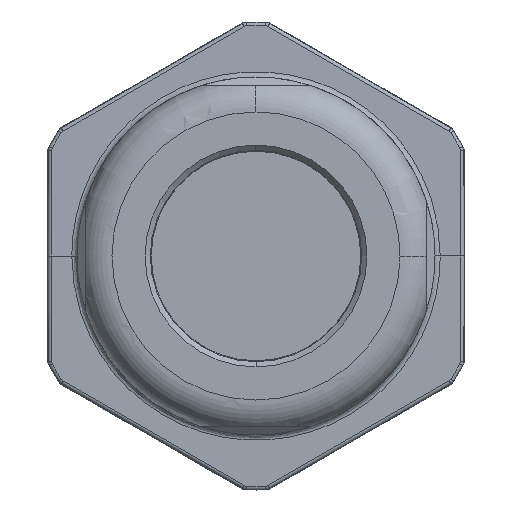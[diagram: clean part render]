
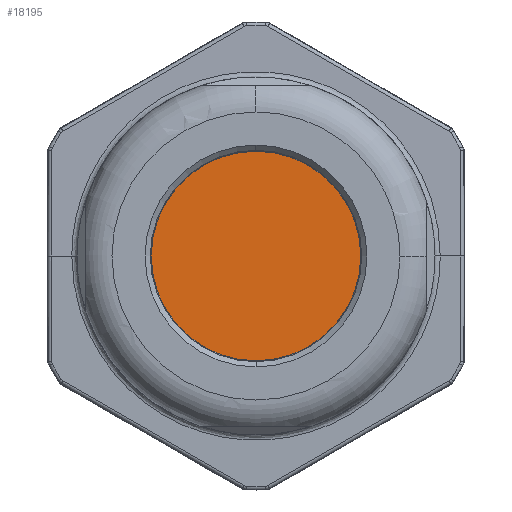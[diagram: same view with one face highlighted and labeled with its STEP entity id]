
A CAD part, front view. The second image highlights one B-rep face of the part: STEP entity #18195.
In plain terms, the highlighted planar face has unit normal (0, -1, -0.001).
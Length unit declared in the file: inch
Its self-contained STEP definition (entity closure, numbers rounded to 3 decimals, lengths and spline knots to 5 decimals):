
#3318=CARTESIAN_POINT('',(0.23622,-1.35547,0.));
#3319=CARTESIAN_POINT('',(0.23622,-1.35545,
-0.02784));
#3320=CARTESIAN_POINT('',(0.22613,-1.35541,
-0.08801));
#3321=CARTESIAN_POINT('',(0.18103,-1.35536,
-0.15794));
#3322=CARTESIAN_POINT('',(0.13002,-1.35533,
-0.19921));
#3323=CARTESIAN_POINT('',(0.08722,-1.35532,
-0.22121));
#3324=CARTESIAN_POINT('',(0.05022,-1.35531,
-0.23166));
#3325=CARTESIAN_POINT('',(0.0211,-1.35531,
-0.2356));
#3326=CARTESIAN_POINT('',(0.,-1.35531,-0.23653));
#3327=CARTESIAN_POINT('',(-0.0211,-1.35531,
-0.2356));
#3328=CARTESIAN_POINT('',(-0.05022,-1.35531,
-0.23166));
#3329=CARTESIAN_POINT('',(-0.08722,-1.35532,
-0.22121));
#3330=CARTESIAN_POINT('',(-0.13002,-1.35533,
-0.19921));
#3331=CARTESIAN_POINT('',(-0.18103,-1.35536,
-0.15794));
#3332=CARTESIAN_POINT('',(-0.22613,-1.35541,
-0.08801));
#3333=CARTESIAN_POINT('',(-0.23622,-1.35545,
-0.02784));
#3334=CARTESIAN_POINT('',(-0.23622,-1.35547,0.));
#3345=CARTESIAN_POINT('',(-0.23622,-1.35547,0.));
#3346=CARTESIAN_POINT('',(-0.23622,-1.35548,
0.02784));
#3347=CARTESIAN_POINT('',(-0.22613,-1.35552,
0.08801));
#3348=CARTESIAN_POINT('',(-0.18103,-1.35557,
0.15794));
#3349=CARTESIAN_POINT('',(-0.13002,-1.3556,
0.19921));
#3350=CARTESIAN_POINT('',(-0.08722,-1.35561,
0.22121));
#3351=CARTESIAN_POINT('',(-0.05022,-1.35562,
0.23166));
#3352=CARTESIAN_POINT('',(-0.0211,-1.35562,
0.2356));
#3353=CARTESIAN_POINT('',(0.,-1.35562,0.23653));
#3354=CARTESIAN_POINT('',(0.0211,-1.35562,
0.2356));
#3355=CARTESIAN_POINT('',(0.05022,-1.35562,
0.23166));
#3356=CARTESIAN_POINT('',(0.08722,-1.35561,
0.22121));
#3357=CARTESIAN_POINT('',(0.13002,-1.3556,
0.19921));
#3358=CARTESIAN_POINT('',(0.18103,-1.35557,
0.15794));
#3359=CARTESIAN_POINT('',(0.22613,-1.35552,
0.08801));
#3360=CARTESIAN_POINT('',(0.23622,-1.35548,
0.02784));
#3361=CARTESIAN_POINT('',(0.23622,-1.35547,0.));
#13690=VERTEX_POINT('',#3345);
#13691=VERTEX_POINT('',#3361);
#18185=CARTESIAN_POINT('',(0.,-1.35547,
-0.00118));
#18186=DIRECTION('',(0.,-1.,-0.001));
#18187=DIRECTION('',(1.,0.,0.));
#18188=AXIS2_PLACEMENT_3D('',#18185,#18186,#18187);
#18189=PLANE('',#18188);
#18191=ORIENTED_EDGE('',*,*,#18190,.T.);
#18192=ORIENTED_EDGE('',*,*,#18175,.T.);
#18193=EDGE_LOOP('',(#18191,#18192));
#18194=FACE_OUTER_BOUND('',#18193,.F.);
#18195=ADVANCED_FACE('',(#18194),#18189,.T.);
#3335=B_SPLINE_CURVE_WITH_KNOTS('',3,(#3318,#3319,#3320,#3321,#3322,#3323,#3324,
#3325,#3326,#3327,#3328,#3329,#3330,#3331,#3332,#3333,#3334),.UNSPECIFIED.,.F.,
.F.,(4,1,1,1,1,1,1,1,1,1,1,1,1,1,4),(0.,0.125,0.25,0.3125,0.375,
0.4375,0.46875,0.5,0.53125,0.5625,0.625,0.6875,0.75,0.875,
1.),.UNSPECIFIED.);
#3362=B_SPLINE_CURVE_WITH_KNOTS('',3,(#3345,#3346,#3347,#3348,#3349,#3350,#3351,
#3352,#3353,#3354,#3355,#3356,#3357,#3358,#3359,#3360,#3361),.UNSPECIFIED.,.F.,
.F.,(4,1,1,1,1,1,1,1,1,1,1,1,1,1,4),(0.,0.125,0.25,0.3125,0.375,
0.4375,0.46875,0.5,0.53125,0.5625,0.625,0.6875,0.75,0.875,
1.),.UNSPECIFIED.);
#18175=EDGE_CURVE('',#13691,#13690,#3335,.T.);
#18190=EDGE_CURVE('',#13690,#13691,#3362,.T.);
